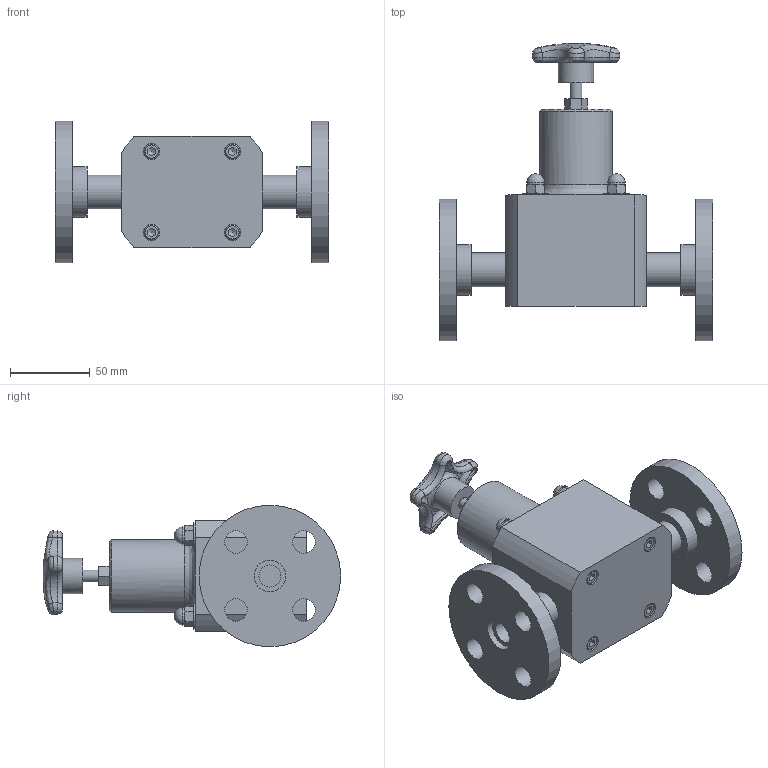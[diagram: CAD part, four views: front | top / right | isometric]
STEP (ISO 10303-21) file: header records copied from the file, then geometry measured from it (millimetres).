
FILE_DESCRIPTION((''),'2;1');
FILE_NAME('TVBF50-PP-G_R0.ipt.stp','2017-04-04T12:10:36',(''),(''),'Autodesk Inventor 2009','Autodesk Inventor 2009','');
FILE_SCHEMA(('AUTOMOTIVE_DESIGN { 1 0 10303 214 1 1 1 1 }'));
Length unit declared in the file: inch
Products named in the file (1): TVBF50-PP-G_R0
Bounding box: 171.45 x 186.73 x 88.9 mm (x, y, z)
Volume: 668980.5 mm3; surface area: 93130.8 mm2
Topology: 1 solids, 6 shells, 394 faces, 924 edges, 570 vertices
Faces by surface type: plane 163, bspline 107, cylinder 70, cone 21, sphere 17, torus 16
Full cylindrical faces by diameter (mm): 4.445 x4, 6.35 x2, 7.144 x1, 7.442 x1, 9.525 x4, 10.998 x4, 13.868 x2, 14.224 x8, 15.875 x4, 19.812 x2, 21.336 x2, 22.098 x1, 31.75 x2, 45.72 x1, 88.9 x2
Entity records: 15192 total; most frequent: CARTESIAN_POINT 6782, ORIENTED_EDGE 1664, DIRECTION 1562, EDGE_CURVE 832, AXIS2_PLACEMENT_3D 669, VERTEX_POINT 555, EDGE_LOOP 517, FACE_OUTER_BOUND 394
